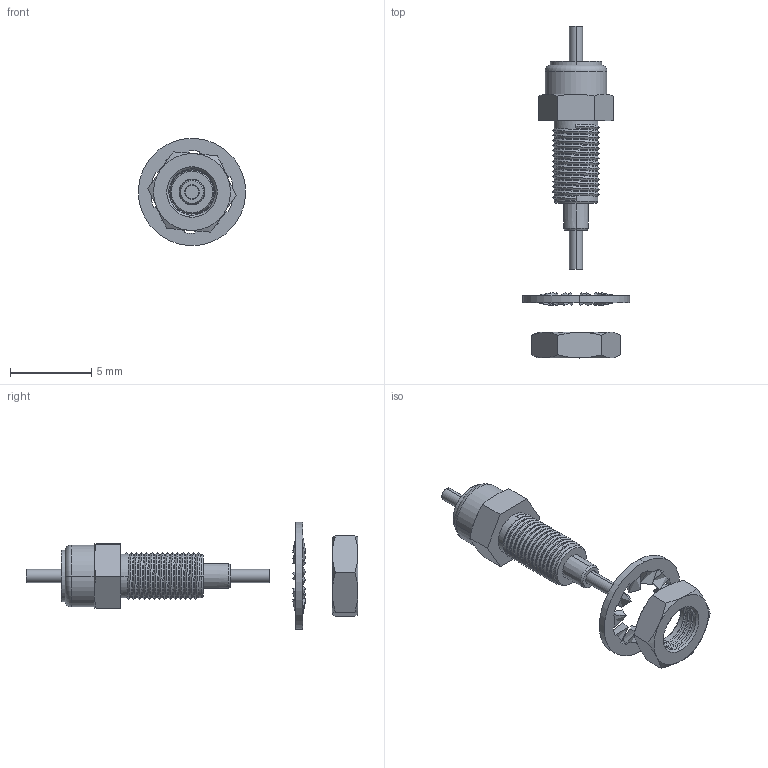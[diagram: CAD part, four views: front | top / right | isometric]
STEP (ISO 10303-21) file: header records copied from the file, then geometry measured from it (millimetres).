
FILE_DESCRIPTION (( 'STEP AP214' ), '1' );
FILE_NAME ('11360.STEP', '2007-12-14T17:04:56', ( 'Richard Maletta' ), ( '' ), 'SwSTEP 2.0', 'SolidWorks 2007', '' );
FILE_SCHEMA (( 'AUTOMOTIVE_DESIGN' ));
Length unit declared in the file: millimetre
Products named in the file (1): 11360
Bounding box: 6.59 x 20.44 x 6.59 mm (x, y, z)
Volume: 108.9 mm3; surface area: 451.1 mm2
Topology: 5 solids, 5 shells, 324 faces, 865 edges, 556 vertices
Faces by surface type: plane 175, cylinder 68, bspline 44, cone 35, torus 2
Entity records: 15580 total; most frequent: CARTESIAN_POINT 4327, ORIENTED_EDGE 1730, DIRECTION 1407, EDGE_CURVE 865, VERTEX_POINT 556, VECTOR 475, LINE 475, AXIS2_PLACEMENT_3D 466
